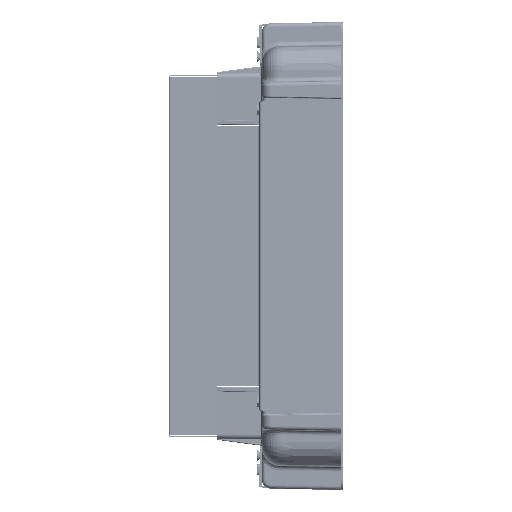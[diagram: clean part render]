
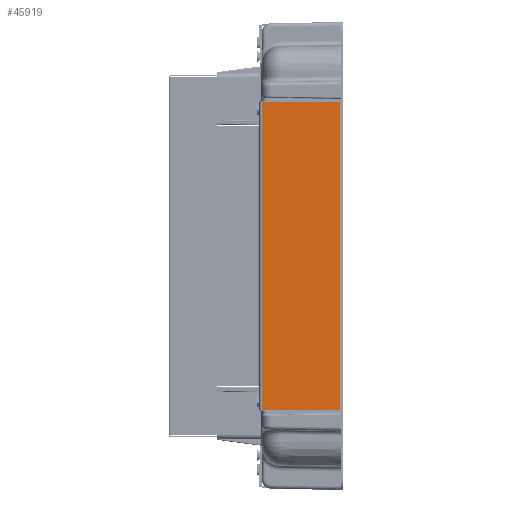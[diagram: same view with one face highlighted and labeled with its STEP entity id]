
A CAD part, left-side view. The second image highlights one B-rep face of the part: STEP entity #45919.
In plain terms, the highlighted planar face has unit normal (-1, 0, 0).
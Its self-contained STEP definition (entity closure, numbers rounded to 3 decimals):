
#45901=AXIS2_PLACEMENT_3D('Plane Axis2P3D',#45898,#45899,#45900) ;
#45677=CARTESIAN_POINT('Line Origine',(-0.2,0.,0.)) ;
#45681=CARTESIAN_POINT('Vertex',(-0.2,0.,-79.5)) ;
#45683=CARTESIAN_POINT('Vertex',(-0.2,0.,79.5)) ;
#45876=CARTESIAN_POINT('Vertex',(-0.2,40.5,-79.5)) ;
#45879=CARTESIAN_POINT('Line Origine',(-0.2,40.5,0.)) ;
#45883=CARTESIAN_POINT('Vertex',(-0.2,40.5,79.5)) ;
#45898=CARTESIAN_POINT('Axis2P3D Location',(-0.2,40.5,0.)) ;
#45903=CARTESIAN_POINT('Line Origine',(-0.2,20.25,-79.5)) ;
#45908=CARTESIAN_POINT('Line Origine',(-0.2,20.25,79.5)) ;
#45678=DIRECTION('Vector Direction',(0.,0.,1.)) ;
#45880=DIRECTION('Vector Direction',(0.,0.,1.)) ;
#45899=DIRECTION('Axis2P3D Direction',(-1.,0.,0.)) ;
#45900=DIRECTION('Axis2P3D XDirection',(0.,-1.,0.)) ;
#45904=DIRECTION('Vector Direction',(0.,-1.,0.)) ;
#45909=DIRECTION('Vector Direction',(0.,-1.,0.)) ;
#45679=VECTOR('Line Direction',#45678,1.) ;
#45881=VECTOR('Line Direction',#45880,1.) ;
#45905=VECTOR('Line Direction',#45904,1.) ;
#45910=VECTOR('Line Direction',#45909,1.) ;
#45914=ORIENTED_EDGE('',*,*,#45885,.F.) ;
#45915=ORIENTED_EDGE('',*,*,#45907,.T.) ;
#45916=ORIENTED_EDGE('',*,*,#45685,.T.) ;
#45917=ORIENTED_EDGE('',*,*,#45912,.F.) ;
#45919=ADVANCED_FACE('Corps principal',(#45918),#45902,.T.) ;
#45685=EDGE_CURVE('',#45682,#45684,#45680,.T.) ;
#45885=EDGE_CURVE('',#45877,#45884,#45882,.T.) ;
#45907=EDGE_CURVE('',#45877,#45682,#45906,.T.) ;
#45912=EDGE_CURVE('',#45884,#45684,#45911,.T.) ;
#45913=EDGE_LOOP('',(#45914,#45915,#45916,#45917)) ;
#45918=FACE_OUTER_BOUND('',#45913,.T.) ;
#45680=LINE('Line',#45677,#45679) ;
#45882=LINE('Line',#45879,#45881) ;
#45906=LINE('Line',#45903,#45905) ;
#45911=LINE('Line',#45908,#45910) ;
#45902=PLANE('',#45901) ;
#45682=VERTEX_POINT('',#45681) ;
#45684=VERTEX_POINT('',#45683) ;
#45877=VERTEX_POINT('',#45876) ;
#45884=VERTEX_POINT('',#45883) ;
